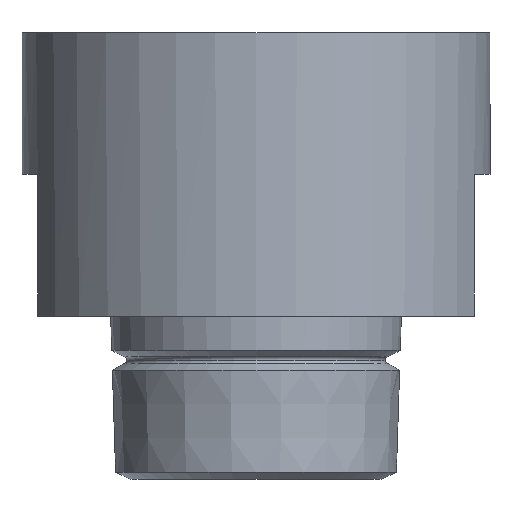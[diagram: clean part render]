
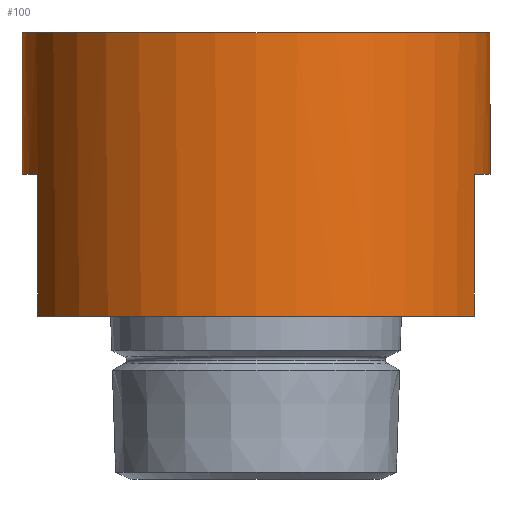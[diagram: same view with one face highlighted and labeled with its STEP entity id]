
A CAD part, front view. The second image highlights one B-rep face of the part: STEP entity #100.
In plain terms, the highlighted cylindrical face has radius 27.25 mm (diameter 54.5 mm), a partial arc.
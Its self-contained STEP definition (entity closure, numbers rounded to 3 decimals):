
#7 = VERTEX_POINT ( 'NONE', #351 ) ;
#11 = ORIENTED_EDGE ( 'NONE', *, *, #32, .F. ) ;
#12 = ORIENTED_EDGE ( 'NONE', *, *, #264, .T. ) ;
#32 = EDGE_CURVE ( 'NONE', #147, #111, #305, .T. ) ;
#86 = EDGE_CURVE ( 'NONE', #97, #7, #523, .T. ) ;
#87 = VERTEX_POINT ( 'NONE', #476 ) ;
#88 = EDGE_LOOP ( 'NONE', ( #91, #92, #93, #95, #276, #285, #12, #11 ) ) ;
#91 = ORIENTED_EDGE ( 'NONE', *, *, #108, .F. ) ;
#92 = ORIENTED_EDGE ( 'NONE', *, *, #96, .T. ) ;
#93 = ORIENTED_EDGE ( 'NONE', *, *, #94, .F. ) ;
#94 = EDGE_CURVE ( 'NONE', #97, #87, #524, .T. ) ;
#95 = ORIENTED_EDGE ( 'NONE', *, *, #86, .T. ) ;
#96 = EDGE_CURVE ( 'NONE', #146, #87, #473, .T. ) ;
#97 = VERTEX_POINT ( 'NONE', #507 ) ;
#100 = ADVANCED_FACE ( 'NONE', ( #501 ), #518, .T. ) ;
#108 = EDGE_CURVE ( 'NONE', #146, #147, #500, .T. ) ;
#111 = VERTEX_POINT ( 'NONE', #496 ) ;
#146 = VERTEX_POINT ( 'NONE', #556 ) ;
#147 = VERTEX_POINT ( 'NONE', #555 ) ;
#264 = EDGE_CURVE ( 'NONE', #265, #111, #817, .T. ) ;
#265 = VERTEX_POINT ( 'NONE', #790 ) ;
#276 = ORIENTED_EDGE ( 'NONE', *, *, #296, .T. ) ;
#279 = VERTEX_POINT ( 'NONE', #839 ) ;
#285 = ORIENTED_EDGE ( 'NONE', *, *, #286, .T. ) ;
#286 = EDGE_CURVE ( 'NONE', #279, #265, #837, .T. ) ;
#296 = EDGE_CURVE ( 'NONE', #7, #279, #873, .T. ) ;
#301 = DIRECTION ( 'NONE',  ( 1., 0., 0. ) ) ;
#302 = DIRECTION ( 'NONE',  ( 0., 0., 1. ) ) ;
#303 = CARTESIAN_POINT ( 'NONE',  ( 0., 0., 26. ) ) ;
#304 = AXIS2_PLACEMENT_3D ( 'NONE', #303, #302, #301 ) ;
#305 = CIRCLE ( 'NONE', #304, 27.25 ) ;
#351 = CARTESIAN_POINT ( 'NONE',  ( 25.411, -9.841, -7. ) ) ;
#473 = CIRCLE ( 'NONE', #511, 27.25 ) ;
#476 = CARTESIAN_POINT ( 'NONE',  ( -25.411, -9.841, 9.5 ) ) ;
#477 = DIRECTION ( 'NONE',  ( 1., 0., 0. ) ) ;
#478 = DIRECTION ( 'NONE',  ( 0., 0., 1. ) ) ;
#479 = CARTESIAN_POINT ( 'NONE',  ( 0., 0., -7. ) ) ;
#480 = AXIS2_PLACEMENT_3D ( 'NONE', #479, #478, #477 ) ;
#496 = CARTESIAN_POINT ( 'NONE',  ( 27.25, 0., 26. ) ) ;
#497 = DIRECTION ( 'NONE',  ( 0., 0., 1. ) ) ;
#498 = VECTOR ( 'NONE', #497, 1000. ) ;
#499 = CARTESIAN_POINT ( 'NONE',  ( -27.25, 0., 26. ) ) ;
#500 = LINE ( 'NONE', #499, #498 ) ;
#501 = FACE_OUTER_BOUND ( 'NONE', #88, .T. ) ;
#507 = CARTESIAN_POINT ( 'NONE',  ( -25.411, -9.841, -7. ) ) ;
#508 = DIRECTION ( 'NONE',  ( 1., 0., 0. ) ) ;
#509 = DIRECTION ( 'NONE',  ( 0., 0., 1. ) ) ;
#510 = CARTESIAN_POINT ( 'NONE',  ( 0., 0., 9.5 ) ) ;
#511 = AXIS2_PLACEMENT_3D ( 'NONE', #510, #509, #508 ) ;
#516 = CARTESIAN_POINT ( 'NONE',  ( 0., 0., 26. ) ) ;
#517 = AXIS2_PLACEMENT_3D ( 'NONE', #516, #520, #519 ) ;
#518 = CYLINDRICAL_SURFACE ( 'NONE', #517, 27.25 ) ;
#519 = DIRECTION ( 'NONE',  ( 1., 0., 0. ) ) ;
#520 = DIRECTION ( 'NONE',  ( 0., 0., 1. ) ) ;
#523 = CIRCLE ( 'NONE', #480, 27.25 ) ;
#524 = LINE ( 'NONE', #535, #534 ) ;
#533 = DIRECTION ( 'NONE',  ( 0., 0., 1. ) ) ;
#534 = VECTOR ( 'NONE', #533, 1000. ) ;
#535 = CARTESIAN_POINT ( 'NONE',  ( -25.411, -9.841, -26. ) ) ;
#555 = CARTESIAN_POINT ( 'NONE',  ( -27.25, 0., 26. ) ) ;
#556 = CARTESIAN_POINT ( 'NONE',  ( -27.25, 0., 9.5 ) ) ;
#790 = CARTESIAN_POINT ( 'NONE',  ( 27.25, 0., 9.5 ) ) ;
#814 = DIRECTION ( 'NONE',  ( 0., 0., 1. ) ) ;
#815 = VECTOR ( 'NONE', #814, 1000. ) ;
#816 = CARTESIAN_POINT ( 'NONE',  ( 27.25, 0., 26. ) ) ;
#817 = LINE ( 'NONE', #816, #815 ) ;
#832 = VECTOR ( 'NONE', #864, 1000. ) ;
#833 = CARTESIAN_POINT ( 'NONE',  ( 25.411, -9.841, -26. ) ) ;
#836 = AXIS2_PLACEMENT_3D ( 'NONE', #853, #852, #851 ) ;
#837 = CIRCLE ( 'NONE', #836, 27.25 ) ;
#839 = CARTESIAN_POINT ( 'NONE',  ( 25.411, -9.841, 9.5 ) ) ;
#851 = DIRECTION ( 'NONE',  ( 1., 0., 0. ) ) ;
#852 = DIRECTION ( 'NONE',  ( 0., 0., 1. ) ) ;
#853 = CARTESIAN_POINT ( 'NONE',  ( 0., 0., 9.5 ) ) ;
#864 = DIRECTION ( 'NONE',  ( 0., 0., 1. ) ) ;
#873 = LINE ( 'NONE', #833, #832 ) ;
